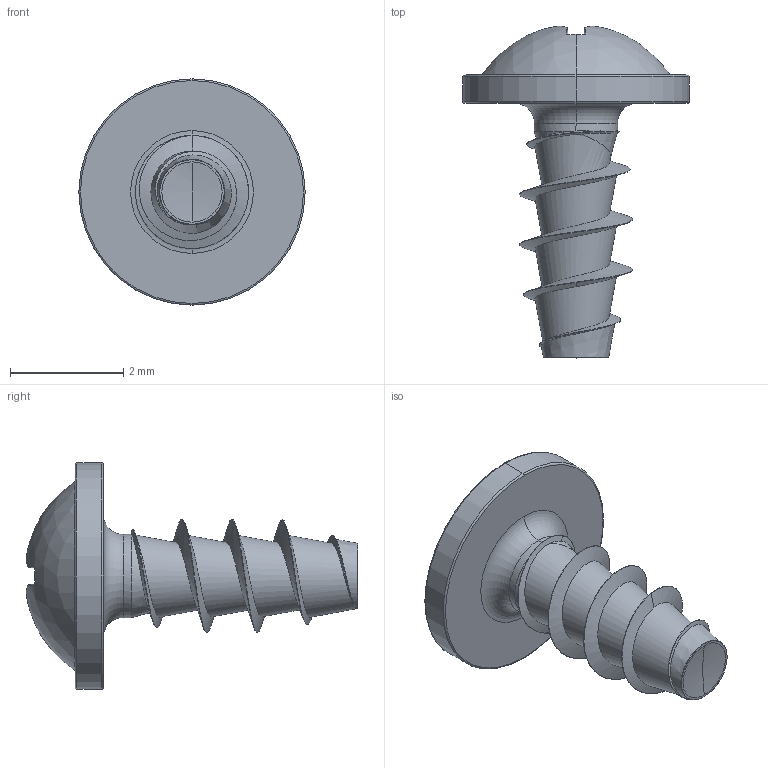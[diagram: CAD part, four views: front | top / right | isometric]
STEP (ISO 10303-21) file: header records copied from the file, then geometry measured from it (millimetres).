
FILE_DESCRIPTION (( 'STEP AP203' ), '1' );
FILE_NAME ('STP31A0200045.STEP', '2017-11-16T18:58:55', ( '' ), ( '' ), 'SwSTEP 2.0', 'SolidWorks 2015', '' );
FILE_SCHEMA (( 'CONFIG_CONTROL_DESIGN' ));
Length unit declared in the file: millimetre
Products named in the file (1): STP31A0200045
Bounding box: 4 x 5.87 x 4 mm (x, y, z)
Volume: 16.8 mm3; surface area: 64.7 mm2
Topology: 1 solids, 1 shells, 161 faces, 355 edges, 197 vertices
Faces by surface type: bspline 48, torus 30, sphere 28, cylinder 25, plane 23, cone 7
Entity records: 9766 total; most frequent: CARTESIAN_POINT 6440, ORIENTED_EDGE 706, DIRECTION 666, EDGE_CURVE 353, AXIS2_PLACEMENT_3D 305, VERTEX_POINT 197, CIRCLE 191, EDGE_LOOP 164
